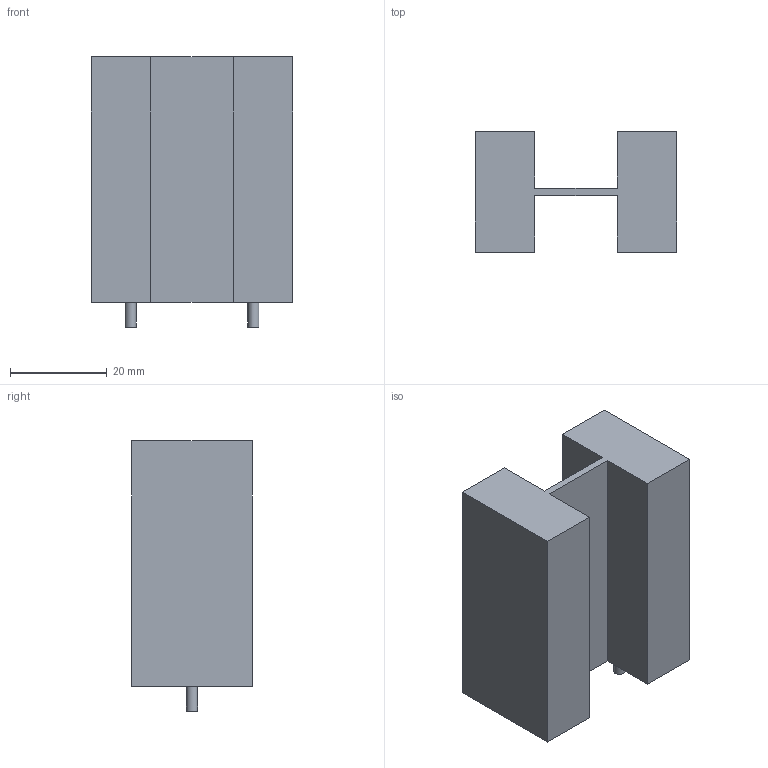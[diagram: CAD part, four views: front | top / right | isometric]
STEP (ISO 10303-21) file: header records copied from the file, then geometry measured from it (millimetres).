
FILE_DESCRIPTION(('FreeCAD Model'),'2;1');
FILE_NAME('1120279.1.1.stp','2020-04-09T22:14:37',( 'Author'),(''),'Open CASCADE STEP processor 6.9','FreeCAD','Unknown' );
FILE_SCHEMA(('AUTOMOTIVE_DESIGN { 1 0 10303 214 1 1 1 1 }'));
Length unit declared in the file: millimetre
Products named in the file (3): ASSEMBLY; Body; Leads
Assembly tree (3 placements, depth 2):
  ASSEMBLY
    Body
    Leads  x2
Bounding box: 41.6 x 25 x 55.9 mm (x, y, z)
Volume: 32622.2 mm3; surface area: 10615.8 mm2
Topology: 5 solids, 5 shells, 26 faces, 48 edges, 32 vertices
Faces by surface type: plane 22, cylinder 4
Full cylindrical faces by diameter (mm): 2.3 x4
Entity records: 1157 total; most frequent: CARTESIAN_POINT 178, DIRECTION 178, LINE 118, VECTOR 118, ORIENTED_EDGE 84, PCURVE 84, DEFINITIONAL_REPRESENTATION 84, EDGE_CURVE 42
